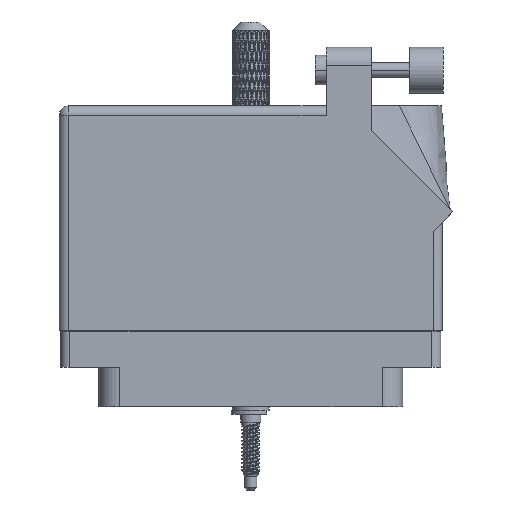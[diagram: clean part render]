
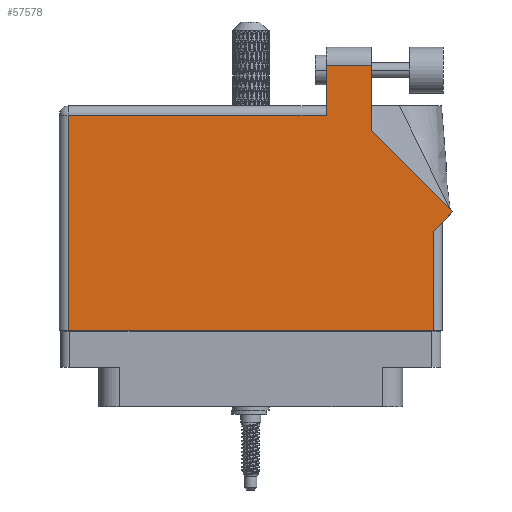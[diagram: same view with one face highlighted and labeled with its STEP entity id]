
A CAD part, front view. The second image highlights one B-rep face of the part: STEP entity #57578.
In plain terms, the highlighted face is planar.
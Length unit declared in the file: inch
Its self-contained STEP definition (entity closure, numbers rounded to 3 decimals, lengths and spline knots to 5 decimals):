
#187 = EDGE_CURVE ( 'NONE', #75699, #11473, #66825, .T. ) ;
#2136 = DIRECTION ( 'NONE',  ( 0.707, 0.707, 0. ) ) ;
#3101 = LINE ( 'NONE', #84049, #7162 ) ;
#3309 = LINE ( 'NONE', #77445, #32047 ) ;
#3653 = CARTESIAN_POINT ( 'NONE',  ( 0.513, 1.43, 0.455 ) ) ;
#4128 = CARTESIAN_POINT ( 'NONE',  ( 1.37671, 0.70771, 0.455 ) ) ;
#4365 = VERTEX_POINT ( 'NONE', #21206 ) ;
#5933 = VECTOR ( 'NONE', #18179, 39.37008 ) ;
#6839 = VERTEX_POINT ( 'NONE', #95379 ) ;
#6873 = CARTESIAN_POINT ( 'NONE',  ( -1.306, 1.43, 0.455 ) ) ;
#7162 = VECTOR ( 'NONE', #49325, 39.37008 ) ;
#7201 = EDGE_CURVE ( 'NONE', #90356, #99308, #3101, .T. ) ;
#7277 = LINE ( 'NONE', #36611, #27691 ) ;
#8394 = DIRECTION ( 'NONE',  ( -1., 0., 0. ) ) ;
#9389 = CARTESIAN_POINT ( 'NONE',  ( 1.244, 0.637, 0.455 ) ) ;
#11473 = VERTEX_POINT ( 'NONE', #108551 ) ;
#13281 = EDGE_CURVE ( 'NONE', #60558, #31919, #40323, .T. ) ;
#13591 = EDGE_CURVE ( 'NONE', #11473, #60558, #3309, .T. ) ;
#14715 = CARTESIAN_POINT ( 'NONE',  ( 0.513, 1.368, 0.455 ) ) ;
#16904 = ORIENTED_EDGE ( 'NONE', *, *, #13591, .T. ) ;
#18179 = DIRECTION ( 'NONE',  ( 0., 1., 0. ) ) ;
#18708 = EDGE_CURVE ( 'NONE', #99308, #65516, #59899, .T. ) ;
#21206 = CARTESIAN_POINT ( 'NONE',  ( 1.37671, 0.70771, 0.455 ) ) ;
#26003 = PLANE ( 'NONE',  #52093 ) ;
#27691 = VECTOR ( 'NONE', #2136, 39.37008 ) ;
#27793 = DIRECTION ( 'NONE',  ( 0., -1., 0. ) ) ;
#28658 = VECTOR ( 'NONE', #103206, 39.37008 ) ;
#31896 = CARTESIAN_POINT ( 'NONE',  ( -1.244, -0.1, 0.455 ) ) ;
#31919 = VERTEX_POINT ( 'NONE', #75499 ) ;
#32047 = VECTOR ( 'NONE', #27793, 39.37008 ) ;
#36611 = CARTESIAN_POINT ( 'NONE',  ( 1.306, 0.637, 0.455 ) ) ;
#37468 = CARTESIAN_POINT ( 'NONE',  ( 0.513, 1.705, 0.455 ) ) ;
#40323 = LINE ( 'NONE', #87892, #55249 ) ;
#43570 = DIRECTION ( 'NONE',  ( 0., 0., -1. ) ) ;
#45822 = ORIENTED_EDGE ( 'NONE', *, *, #64088, .T. ) ;
#49294 = ORIENTED_EDGE ( 'NONE', *, *, #18708, .T. ) ;
#49325 = DIRECTION ( 'NONE',  ( 0., 1., 0. ) ) ;
#52093 = AXIS2_PLACEMENT_3D ( 'NONE', #6873, #43570, #8394 ) ;
#52371 = DIRECTION ( 'NONE',  ( 1., 0., 0. ) ) ;
#52432 = LINE ( 'NONE', #9389, #5933 ) ;
#55249 = VECTOR ( 'NONE', #52371, 39.37008 ) ;
#56991 = ORIENTED_EDGE ( 'NONE', *, *, #13281, .T. ) ;
#57194 = ORIENTED_EDGE ( 'NONE', *, *, #7201, .T. ) ;
#57578 = ADVANCED_FACE ( 'NONE', ( #58903 ), #26003, .F. ) ;
#57996 = VECTOR ( 'NONE', #90803, 39.37008 ) ;
#58903 = FACE_OUTER_BOUND ( 'NONE', #110427, .T. ) ;
#59166 = CARTESIAN_POINT ( 'NONE',  ( 0.82, 1.26442, 0.455 ) ) ;
#59899 = LINE ( 'NONE', #89902, #61195 ) ;
#60558 = VERTEX_POINT ( 'NONE', #31896 ) ;
#61195 = VECTOR ( 'NONE', #105948, 39.37008 ) ;
#61802 = ORIENTED_EDGE ( 'NONE', *, *, #111765, .T. ) ;
#64088 = EDGE_CURVE ( 'NONE', #4365, #90356, #69070, .T. ) ;
#65516 = VERTEX_POINT ( 'NONE', #37468 ) ;
#66320 = VECTOR ( 'NONE', #80932, 39.37008 ) ;
#66825 = LINE ( 'NONE', #85654, #28658 ) ;
#68087 = ORIENTED_EDGE ( 'NONE', *, *, #98219, .T. ) ;
#68180 = ORIENTED_EDGE ( 'NONE', *, *, #187, .T. ) ;
#69070 = LINE ( 'NONE', #4128, #66320 ) ;
#69634 = EDGE_CURVE ( 'NONE', #31919, #6839, #52432, .T. ) ;
#72585 = ORIENTED_EDGE ( 'NONE', *, *, #69634, .T. ) ;
#75499 = CARTESIAN_POINT ( 'NONE',  ( 1.244, -0.1, 0.455 ) ) ;
#75699 = VERTEX_POINT ( 'NONE', #14715 ) ;
#77445 = CARTESIAN_POINT ( 'NONE',  ( -1.244, -0.1, 0.455 ) ) ;
#80932 = DIRECTION ( 'NONE',  ( -0.707, 0.707, 0. ) ) ;
#81285 = LINE ( 'NONE', #3653, #57996 ) ;
#81680 = CARTESIAN_POINT ( 'NONE',  ( 0.82, 1.705, 0.455 ) ) ;
#84049 = CARTESIAN_POINT ( 'NONE',  ( 0.82, 1.26442, 0.455 ) ) ;
#85654 = CARTESIAN_POINT ( 'NONE',  ( -1.306, 1.368, 0.455 ) ) ;
#87892 = CARTESIAN_POINT ( 'NONE',  ( -1.306, -0.1, 0.455 ) ) ;
#89902 = CARTESIAN_POINT ( 'NONE',  ( 0.513, 1.705, 0.455 ) ) ;
#90356 = VERTEX_POINT ( 'NONE', #59166 ) ;
#90803 = DIRECTION ( 'NONE',  ( 0., -1., 0. ) ) ;
#95379 = CARTESIAN_POINT ( 'NONE',  ( 1.244, 0.575, 0.455 ) ) ;
#98219 = EDGE_CURVE ( 'NONE', #65516, #75699, #81285, .T. ) ;
#99308 = VERTEX_POINT ( 'NONE', #81680 ) ;
#103206 = DIRECTION ( 'NONE',  ( -1., 0., 0. ) ) ;
#105948 = DIRECTION ( 'NONE',  ( -1., 0., 0. ) ) ;
#108551 = CARTESIAN_POINT ( 'NONE',  ( -1.244, 1.368, 0.455 ) ) ;
#110427 = EDGE_LOOP ( 'NONE', ( #57194, #49294, #68087, #68180, #16904, #56991, #72585, #61802, #45822 ) ) ;
#111765 = EDGE_CURVE ( 'NONE', #6839, #4365, #7277, .T. ) ;
